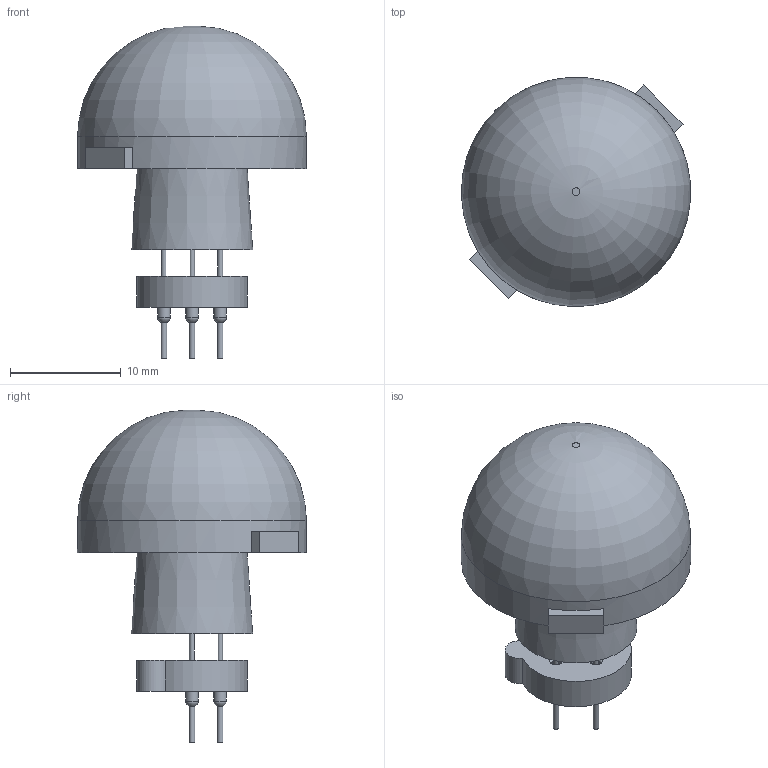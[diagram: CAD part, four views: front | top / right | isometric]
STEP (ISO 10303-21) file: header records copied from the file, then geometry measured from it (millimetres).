
FILE_DESCRIPTION(/* description */ ('STEP AP242','CAx-IF Rec.Pracs.---Representation and Presentation of Product Manufacturing Information (PMI)---4.0---2014-10-13','CAx-IF Rec.Pracs.---3D Tessellated Geometry---0.4---2014-09-14','2;1'),/* implementation_level */ '2;1');
FILE_NAME(/* name */ '642c864cead2cf6d2af0f0e8',/* time_stamp */ '2023-04-04T20:19:25+00:00',/* author */ (''),/* organization */ (''),/* preprocessor_version */ 'ST-DEVELOPER v18.102',/* originating_system */ ' ',/* authorisation */ ' ');
FILE_SCHEMA (('AP242_MANAGED_MODEL_BASED_3D_ENGINEERING_MIM_LF { 1 0 10303 442 1 1 4 }'));
Length unit declared in the file: metre
Products named in the file (3): Assembly 1; TO-5 socket; EKMC1603111
Assembly tree (2 placements, depth 2):
  Assembly 1
    TO-5 socket
    EKMC1603111
Bounding box: 20.69 x 20.69 x 29.98 mm (x, y, z)
Volume: 4130.7 mm3; surface area: 1792.5 mm2
Topology: 2 solids, 2 shells, 45 faces, 83 edges, 52 vertices
Faces by surface type: plane 22, cylinder 15, torus 7, cone 1
Full cylindrical faces by diameter (mm): 0.45 x3, 0.508 x3, 0.762 x3, 1.143 x3, 20.7 x1
Entity records: 1389 total; most frequent: DIRECTION 196, CARTESIAN_POINT 160, ORIENTED_EDGE 122, AXIS2_PLACEMENT_3D 87, EDGE_LOOP 76, FACE_BOUND 76, EDGE_CURVE 61, VERTEX_POINT 51
